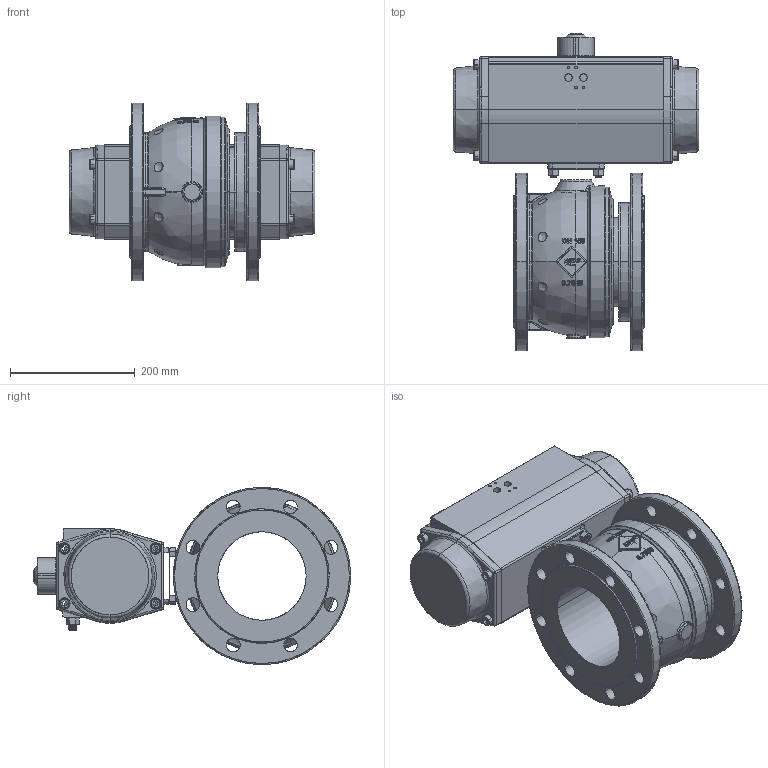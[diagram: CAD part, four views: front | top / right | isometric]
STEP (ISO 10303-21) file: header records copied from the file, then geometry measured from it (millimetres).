
FILE_DESCRIPTION (( 'STEP AP214' ), '1' );
FILE_NAME ('PK04_DN150 (PK04000013).STEP', '2022-04-08T08:45:29', ( '' ), ( '' ), 'SwSTEP 2.0', 'SolidWorks 2021', '' );
FILE_SCHEMA (( 'AUTOMOTIVE_DESIGN' ));
Length unit declared in the file: metre
Products named in the file (1): PK04_DN150 (PK04000013)
Bounding box: 395 x 509.69 x 285 mm (x, y, z)
Surface area: 796391.6 mm2 (no closed solid volume)
Topology: 0 solids, 714 shells, 914 faces, 4341 edges, 4082 vertices
Faces by surface type: cylinder 277, plane 276, bspline 218, cone 124, torus 15, sphere 4
Entity records: 95025 total; most frequent: CARTESIAN_POINT 53356, DIRECTION 5891, ORIENTED_EDGE 4682, EDGE_CURVE 4313, VERTEX_POINT 4082, AXIS2_PLACEMENT_3D 2116, VECTOR 1659, LINE 1659
